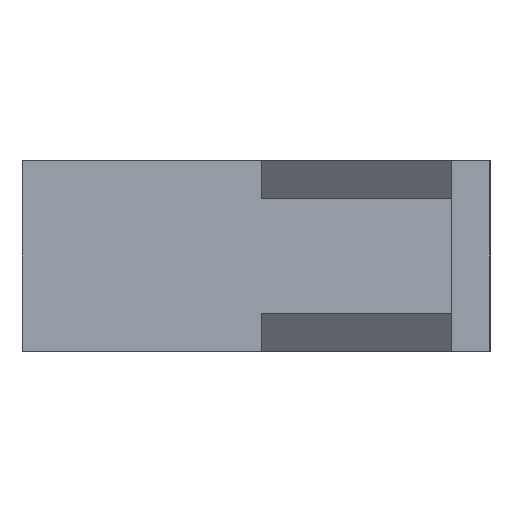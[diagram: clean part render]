
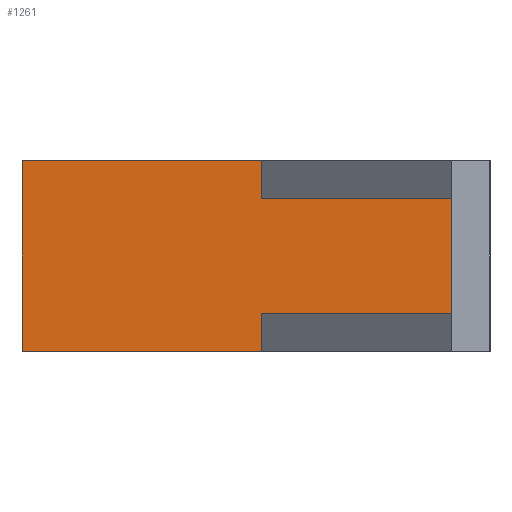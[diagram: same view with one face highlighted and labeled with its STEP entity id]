
A CAD part, left-side view. The second image highlights one B-rep face of the part: STEP entity #1261.
In plain terms, the highlighted planar face has unit normal (-1, 0, 0).
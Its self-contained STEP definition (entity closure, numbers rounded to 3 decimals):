
#103=FACE_OUTER_BOUND('',#177,.T.);
#177=EDGE_LOOP('',(#862,#863,#864,#865,#866,#867,#868,#869));
#277=LINE('',#1873,#415);
#279=LINE('',#1877,#417);
#280=LINE('',#1880,#418);
#281=LINE('',#1882,#419);
#282=LINE('',#1884,#420);
#283=LINE('',#1886,#421);
#284=LINE('',#1888,#422);
#285=LINE('',#1889,#423);
#415=VECTOR('',#1489,10.);
#417=VECTOR('',#1493,10.);
#418=VECTOR('',#1496,10.);
#419=VECTOR('',#1497,10.);
#420=VECTOR('',#1498,10.);
#421=VECTOR('',#1499,10.);
#422=VECTOR('',#1500,10.);
#423=VECTOR('',#1501,10.);
#548=VERTEX_POINT('',#1867);
#550=VERTEX_POINT('',#1871);
#551=VERTEX_POINT('',#1875);
#552=VERTEX_POINT('',#1879);
#553=VERTEX_POINT('',#1881);
#554=VERTEX_POINT('',#1883);
#555=VERTEX_POINT('',#1885);
#556=VERTEX_POINT('',#1887);
#673=EDGE_CURVE('',#548,#550,#277,.T.);
#675=EDGE_CURVE('',#550,#551,#279,.T.);
#676=EDGE_CURVE('',#551,#552,#280,.T.);
#677=EDGE_CURVE('',#552,#553,#281,.T.);
#678=EDGE_CURVE('',#553,#554,#282,.T.);
#679=EDGE_CURVE('',#555,#554,#283,.T.);
#680=EDGE_CURVE('',#556,#555,#284,.T.);
#681=EDGE_CURVE('',#548,#556,#285,.T.);
#862=ORIENTED_EDGE('',*,*,#673,.T.);
#863=ORIENTED_EDGE('',*,*,#675,.T.);
#864=ORIENTED_EDGE('',*,*,#676,.T.);
#865=ORIENTED_EDGE('',*,*,#677,.T.);
#866=ORIENTED_EDGE('',*,*,#678,.T.);
#867=ORIENTED_EDGE('',*,*,#679,.F.);
#868=ORIENTED_EDGE('',*,*,#680,.F.);
#869=ORIENTED_EDGE('',*,*,#681,.F.);
#1209=PLANE('',#1349);
#1261=ADVANCED_FACE('',(#103),#1209,.F.);
#1349=AXIS2_PLACEMENT_3D('',#1878,#1494,#1495);
#1489=DIRECTION('',(0.,0.,1.));
#1493=DIRECTION('',(0.,-1.,0.));
#1494=DIRECTION('center_axis',(1.,0.,0.));
#1495=DIRECTION('ref_axis',(0.,0.,1.));
#1496=DIRECTION('',(0.,0.,1.));
#1497=DIRECTION('',(0.,1.,0.));
#1498=DIRECTION('',(0.,0.,1.));
#1499=DIRECTION('',(0.,-1.,0.));
#1500=DIRECTION('',(0.,0.,1.));
#1501=DIRECTION('',(0.,1.,0.));
#1867=CARTESIAN_POINT('',(-25.1,-0.6,0.));
#1871=CARTESIAN_POINT('',(-25.1,-0.6,4.));
#1873=CARTESIAN_POINT('',(-25.1,-0.6,0.));
#1875=CARTESIAN_POINT('',(-25.1,-20.6,4.));
#1877=CARTESIAN_POINT('',(-25.1,7.,4.));
#1878=CARTESIAN_POINT('Origin',(-25.1,24.6,0.));
#1879=CARTESIAN_POINT('',(-25.1,-20.6,16.));
#1880=CARTESIAN_POINT('',(-25.1,-20.6,20.));
#1881=CARTESIAN_POINT('',(-25.1,-0.6,16.));
#1882=CARTESIAN_POINT('',(-25.1,7.,16.));
#1883=CARTESIAN_POINT('',(-25.1,-0.6,20.));
#1884=CARTESIAN_POINT('',(-25.1,-0.6,10.));
#1885=CARTESIAN_POINT('',(-25.1,24.6,20.));
#1886=CARTESIAN_POINT('',(-25.1,12.3,20.));
#1887=CARTESIAN_POINT('',(-25.1,24.6,0.));
#1888=CARTESIAN_POINT('',(-25.1,24.6,0.));
#1889=CARTESIAN_POINT('',(-25.1,12.3,0.));
